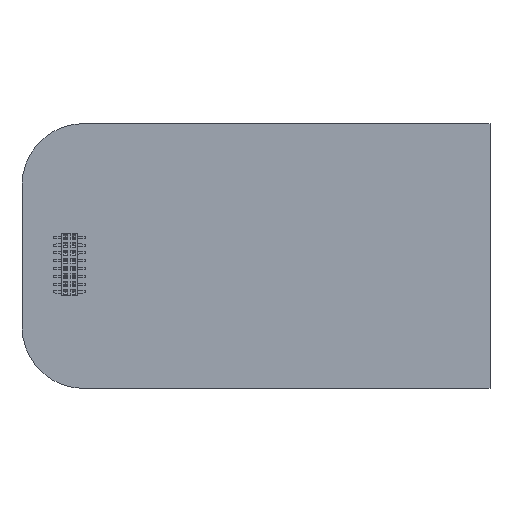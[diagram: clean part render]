
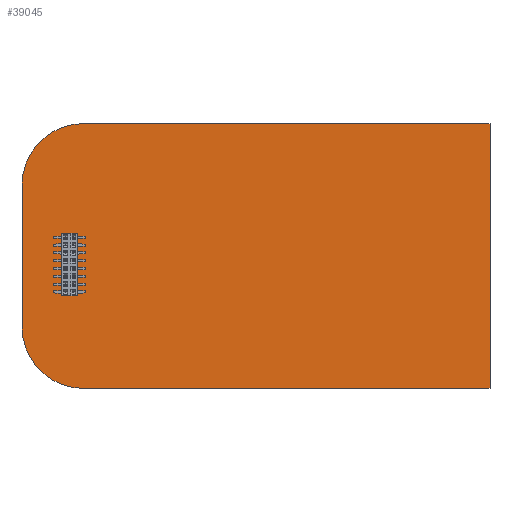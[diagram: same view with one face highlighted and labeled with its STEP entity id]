
A CAD part, top view. The second image highlights one B-rep face of the part: STEP entity #39045.
In plain terms, the highlighted planar face has unit normal (0, 0, 1).
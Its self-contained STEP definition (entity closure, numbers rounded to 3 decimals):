
#38419 = VERTEX_POINT('',#38420);
#38420 = CARTESIAN_POINT('',(38.,-21.5,1.6));
#38427 = PLANE('',#38428);
#38428 = AXIS2_PLACEMENT_3D('',#38429,#38430,#38431);
#38429 = CARTESIAN_POINT('',(38.,-21.5,0.));
#38430 = DIRECTION('',(-1.,0.,0.));
#38431 = DIRECTION('',(0.,1.,0.));
#38439 = PLANE('',#38440);
#38440 = AXIS2_PLACEMENT_3D('',#38441,#38442,#38443);
#38441 = CARTESIAN_POINT('',(11.,-21.5,0.));
#38442 = DIRECTION('',(0.,1.,0.));
#38443 = DIRECTION('',(1.,0.,0.));
#38451 = EDGE_CURVE('',#38419,#38452,#38454,.T.);
#38452 = VERTEX_POINT('',#38453);
#38453 = CARTESIAN_POINT('',(38.,21.5,1.6));
#38454 = SURFACE_CURVE('',#38455,(#38459,#38466),.PCURVE_S1.);
#38455 = LINE('',#38456,#38457);
#38456 = CARTESIAN_POINT('',(38.,-21.5,1.6));
#38457 = VECTOR('',#38458,1.);
#38458 = DIRECTION('',(0.,1.,0.));
#38459 = PCURVE('',#38427,#38460);
#38460 = DEFINITIONAL_REPRESENTATION('',(#38461),#38465);
#38461 = LINE('',#38462,#38463);
#38462 = CARTESIAN_POINT('',(0.,-1.6));
#38463 = VECTOR('',#38464,1.);
#38464 = DIRECTION('',(1.,0.));
#38465 = ( GEOMETRIC_REPRESENTATION_CONTEXT(2) 
PARAMETRIC_REPRESENTATION_CONTEXT() REPRESENTATION_CONTEXT('2D SPACE',''
  ) );
#38466 = PCURVE('',#38467,#38472);
#38467 = PLANE('',#38468);
#38468 = AXIS2_PLACEMENT_3D('',#38469,#38470,#38471);
#38469 = CARTESIAN_POINT('',(1.559,0.,1.6));
#38470 = DIRECTION('',(0.,0.,1.));
#38471 = DIRECTION('',(1.,0.,0.));
#38472 = DEFINITIONAL_REPRESENTATION('',(#38473),#38477);
#38473 = LINE('',#38474,#38475);
#38474 = CARTESIAN_POINT('',(36.441,-21.5));
#38475 = VECTOR('',#38476,1.);
#38476 = DIRECTION('',(0.,1.));
#38477 = ( GEOMETRIC_REPRESENTATION_CONTEXT(2) 
PARAMETRIC_REPRESENTATION_CONTEXT() REPRESENTATION_CONTEXT('2D SPACE',''
  ) );
#38495 = PLANE('',#38496);
#38496 = AXIS2_PLACEMENT_3D('',#38497,#38498,#38499);
#38497 = CARTESIAN_POINT('',(38.,21.5,0.));
#38498 = DIRECTION('',(0.,-1.,0.));
#38499 = DIRECTION('',(-1.,0.,0.));
#38537 = EDGE_CURVE('',#38452,#38538,#38540,.T.);
#38538 = VERTEX_POINT('',#38539);
#38539 = CARTESIAN_POINT('',(11.,21.5,1.6));
#38540 = SURFACE_CURVE('',#38541,(#38545,#38552),.PCURVE_S1.);
#38541 = LINE('',#38542,#38543);
#38542 = CARTESIAN_POINT('',(38.,21.5,1.6));
#38543 = VECTOR('',#38544,1.);
#38544 = DIRECTION('',(-1.,0.,0.));
#38545 = PCURVE('',#38495,#38546);
#38546 = DEFINITIONAL_REPRESENTATION('',(#38547),#38551);
#38547 = LINE('',#38548,#38549);
#38548 = CARTESIAN_POINT('',(0.,-1.6));
#38549 = VECTOR('',#38550,1.);
#38550 = DIRECTION('',(1.,0.));
#38551 = ( GEOMETRIC_REPRESENTATION_CONTEXT(2) 
PARAMETRIC_REPRESENTATION_CONTEXT() REPRESENTATION_CONTEXT('2D SPACE',''
  ) );
#38552 = PCURVE('',#38467,#38553);
#38553 = DEFINITIONAL_REPRESENTATION('',(#38554),#38558);
#38554 = LINE('',#38555,#38556);
#38555 = CARTESIAN_POINT('',(36.441,21.5));
#38556 = VECTOR('',#38557,1.);
#38557 = DIRECTION('',(-1.,0.));
#38558 = ( GEOMETRIC_REPRESENTATION_CONTEXT(2) 
PARAMETRIC_REPRESENTATION_CONTEXT() REPRESENTATION_CONTEXT('2D SPACE',''
  ) );
#38576 = PLANE('',#38577);
#38577 = AXIS2_PLACEMENT_3D('',#38578,#38579,#38580);
#38578 = CARTESIAN_POINT('',(11.,21.5,0.));
#38579 = DIRECTION('',(0.,-1.,0.));
#38580 = DIRECTION('',(-1.,0.,0.));
#38613 = EDGE_CURVE('',#38538,#38614,#38616,.T.);
#38614 = VERTEX_POINT('',#38615);
#38615 = CARTESIAN_POINT('',(-28.,21.5,1.6));
#38616 = SURFACE_CURVE('',#38617,(#38621,#38628),.PCURVE_S1.);
#38617 = LINE('',#38618,#38619);
#38618 = CARTESIAN_POINT('',(11.,21.5,1.6));
#38619 = VECTOR('',#38620,1.);
#38620 = DIRECTION('',(-1.,0.,0.));
#38621 = PCURVE('',#38576,#38622);
#38622 = DEFINITIONAL_REPRESENTATION('',(#38623),#38627);
#38623 = LINE('',#38624,#38625);
#38624 = CARTESIAN_POINT('',(0.,-1.6));
#38625 = VECTOR('',#38626,1.);
#38626 = DIRECTION('',(1.,0.));
#38627 = ( GEOMETRIC_REPRESENTATION_CONTEXT(2) 
PARAMETRIC_REPRESENTATION_CONTEXT() REPRESENTATION_CONTEXT('2D SPACE',''
  ) );
#38628 = PCURVE('',#38467,#38629);
#38629 = DEFINITIONAL_REPRESENTATION('',(#38630),#38634);
#38630 = LINE('',#38631,#38632);
#38631 = CARTESIAN_POINT('',(9.441,21.5));
#38632 = VECTOR('',#38633,1.);
#38633 = DIRECTION('',(-1.,0.));
#38634 = ( GEOMETRIC_REPRESENTATION_CONTEXT(2) 
PARAMETRIC_REPRESENTATION_CONTEXT() REPRESENTATION_CONTEXT('2D SPACE',''
  ) );
#38652 = CYLINDRICAL_SURFACE('',#38653,10.);
#38653 = AXIS2_PLACEMENT_3D('',#38654,#38655,#38656);
#38654 = CARTESIAN_POINT('',(-28.,11.5,0.));
#38655 = DIRECTION('',(0.,0.,-1.));
#38656 = DIRECTION('',(1.,0.,0.));
#38689 = EDGE_CURVE('',#38614,#38690,#38692,.T.);
#38690 = VERTEX_POINT('',#38691);
#38691 = CARTESIAN_POINT('',(-38.,11.5,1.6));
#38692 = SURFACE_CURVE('',#38693,(#38698,#38705),.PCURVE_S1.);
#38693 = CIRCLE('',#38694,10.);
#38694 = AXIS2_PLACEMENT_3D('',#38695,#38696,#38697);
#38695 = CARTESIAN_POINT('',(-28.,11.5,1.6));
#38696 = DIRECTION('',(0.,0.,1.));
#38697 = DIRECTION('',(1.,0.,0.));
#38698 = PCURVE('',#38652,#38699);
#38699 = DEFINITIONAL_REPRESENTATION('',(#38700),#38704);
#38700 = LINE('',#38701,#38702);
#38701 = CARTESIAN_POINT('',(0.,-1.6));
#38702 = VECTOR('',#38703,1.);
#38703 = DIRECTION('',(-1.,0.));
#38704 = ( GEOMETRIC_REPRESENTATION_CONTEXT(2) 
PARAMETRIC_REPRESENTATION_CONTEXT() REPRESENTATION_CONTEXT('2D SPACE',''
  ) );
#38705 = PCURVE('',#38467,#38706);
#38706 = DEFINITIONAL_REPRESENTATION('',(#38707),#38711);
#38707 = CIRCLE('',#38708,10.);
#38708 = AXIS2_PLACEMENT_2D('',#38709,#38710);
#38709 = CARTESIAN_POINT('',(-29.559,11.5));
#38710 = DIRECTION('',(1.,0.));
#38711 = ( GEOMETRIC_REPRESENTATION_CONTEXT(2) 
PARAMETRIC_REPRESENTATION_CONTEXT() REPRESENTATION_CONTEXT('2D SPACE',''
  ) );
#38729 = PLANE('',#38730);
#38730 = AXIS2_PLACEMENT_3D('',#38731,#38732,#38733);
#38731 = CARTESIAN_POINT('',(-38.,11.5,0.));
#38732 = DIRECTION('',(1.,0.,0.));
#38733 = DIRECTION('',(0.,-1.,0.));
#38767 = EDGE_CURVE('',#38690,#38768,#38770,.T.);
#38768 = VERTEX_POINT('',#38769);
#38769 = CARTESIAN_POINT('',(-38.,-11.5,1.6));
#38770 = SURFACE_CURVE('',#38771,(#38775,#38782),.PCURVE_S1.);
#38771 = LINE('',#38772,#38773);
#38772 = CARTESIAN_POINT('',(-38.,11.5,1.6));
#38773 = VECTOR('',#38774,1.);
#38774 = DIRECTION('',(0.,-1.,0.));
#38775 = PCURVE('',#38729,#38776);
#38776 = DEFINITIONAL_REPRESENTATION('',(#38777),#38781);
#38777 = LINE('',#38778,#38779);
#38778 = CARTESIAN_POINT('',(0.,-1.6));
#38779 = VECTOR('',#38780,1.);
#38780 = DIRECTION('',(1.,0.));
#38781 = ( GEOMETRIC_REPRESENTATION_CONTEXT(2) 
PARAMETRIC_REPRESENTATION_CONTEXT() REPRESENTATION_CONTEXT('2D SPACE',''
  ) );
#38782 = PCURVE('',#38467,#38783);
#38783 = DEFINITIONAL_REPRESENTATION('',(#38784),#38788);
#38784 = LINE('',#38785,#38786);
#38785 = CARTESIAN_POINT('',(-39.559,11.5));
#38786 = VECTOR('',#38787,1.);
#38787 = DIRECTION('',(0.,-1.));
#38788 = ( GEOMETRIC_REPRESENTATION_CONTEXT(2) 
PARAMETRIC_REPRESENTATION_CONTEXT() REPRESENTATION_CONTEXT('2D SPACE',''
  ) );
#38806 = CYLINDRICAL_SURFACE('',#38807,10.);
#38807 = AXIS2_PLACEMENT_3D('',#38808,#38809,#38810);
#38808 = CARTESIAN_POINT('',(-28.,-11.5,0.));
#38809 = DIRECTION('',(0.,0.,-1.));
#38810 = DIRECTION('',(1.,0.,0.));
#38843 = EDGE_CURVE('',#38768,#38844,#38846,.T.);
#38844 = VERTEX_POINT('',#38845);
#38845 = CARTESIAN_POINT('',(-28.,-21.5,1.6));
#38846 = SURFACE_CURVE('',#38847,(#38852,#38859),.PCURVE_S1.);
#38847 = CIRCLE('',#38848,10.);
#38848 = AXIS2_PLACEMENT_3D('',#38849,#38850,#38851);
#38849 = CARTESIAN_POINT('',(-28.,-11.5,1.6));
#38850 = DIRECTION('',(0.,0.,1.));
#38851 = DIRECTION('',(1.,0.,0.));
#38852 = PCURVE('',#38806,#38853);
#38853 = DEFINITIONAL_REPRESENTATION('',(#38854),#38858);
#38854 = LINE('',#38855,#38856);
#38855 = CARTESIAN_POINT('',(0.,-1.6));
#38856 = VECTOR('',#38857,1.);
#38857 = DIRECTION('',(-1.,0.));
#38858 = ( GEOMETRIC_REPRESENTATION_CONTEXT(2) 
PARAMETRIC_REPRESENTATION_CONTEXT() REPRESENTATION_CONTEXT('2D SPACE',''
  ) );
#38859 = PCURVE('',#38467,#38860);
#38860 = DEFINITIONAL_REPRESENTATION('',(#38861),#38865);
#38861 = CIRCLE('',#38862,10.);
#38862 = AXIS2_PLACEMENT_2D('',#38863,#38864);
#38863 = CARTESIAN_POINT('',(-29.559,-11.5));
#38864 = DIRECTION('',(1.,0.));
#38865 = ( GEOMETRIC_REPRESENTATION_CONTEXT(2) 
PARAMETRIC_REPRESENTATION_CONTEXT() REPRESENTATION_CONTEXT('2D SPACE',''
  ) );
#38883 = PLANE('',#38884);
#38884 = AXIS2_PLACEMENT_3D('',#38885,#38886,#38887);
#38885 = CARTESIAN_POINT('',(-28.,-21.5,0.));
#38886 = DIRECTION('',(0.,1.,0.));
#38887 = DIRECTION('',(1.,0.,0.));
#38921 = EDGE_CURVE('',#38844,#38922,#38924,.T.);
#38922 = VERTEX_POINT('',#38923);
#38923 = CARTESIAN_POINT('',(11.,-21.5,1.6));
#38924 = SURFACE_CURVE('',#38925,(#38929,#38936),.PCURVE_S1.);
#38925 = LINE('',#38926,#38927);
#38926 = CARTESIAN_POINT('',(-28.,-21.5,1.6));
#38927 = VECTOR('',#38928,1.);
#38928 = DIRECTION('',(1.,0.,0.));
#38929 = PCURVE('',#38883,#38930);
#38930 = DEFINITIONAL_REPRESENTATION('',(#38931),#38935);
#38931 = LINE('',#38932,#38933);
#38932 = CARTESIAN_POINT('',(0.,-1.6));
#38933 = VECTOR('',#38934,1.);
#38934 = DIRECTION('',(1.,0.));
#38935 = ( GEOMETRIC_REPRESENTATION_CONTEXT(2) 
PARAMETRIC_REPRESENTATION_CONTEXT() REPRESENTATION_CONTEXT('2D SPACE',''
  ) );
#38936 = PCURVE('',#38467,#38937);
#38937 = DEFINITIONAL_REPRESENTATION('',(#38938),#38942);
#38938 = LINE('',#38939,#38940);
#38939 = CARTESIAN_POINT('',(-29.559,-21.5));
#38940 = VECTOR('',#38941,1.);
#38941 = DIRECTION('',(1.,0.));
#38942 = ( GEOMETRIC_REPRESENTATION_CONTEXT(2) 
PARAMETRIC_REPRESENTATION_CONTEXT() REPRESENTATION_CONTEXT('2D SPACE',''
  ) );
#38992 = EDGE_CURVE('',#38922,#38419,#38993,.T.);
#38993 = SURFACE_CURVE('',#38994,(#38998,#39005),.PCURVE_S1.);
#38994 = LINE('',#38995,#38996);
#38995 = CARTESIAN_POINT('',(11.,-21.5,1.6));
#38996 = VECTOR('',#38997,1.);
#38997 = DIRECTION('',(1.,0.,0.));
#38998 = PCURVE('',#38439,#38999);
#38999 = DEFINITIONAL_REPRESENTATION('',(#39000),#39004);
#39000 = LINE('',#39001,#39002);
#39001 = CARTESIAN_POINT('',(0.,-1.6));
#39002 = VECTOR('',#39003,1.);
#39003 = DIRECTION('',(1.,0.));
#39004 = ( GEOMETRIC_REPRESENTATION_CONTEXT(2) 
PARAMETRIC_REPRESENTATION_CONTEXT() REPRESENTATION_CONTEXT('2D SPACE',''
  ) );
#39005 = PCURVE('',#38467,#39006);
#39006 = DEFINITIONAL_REPRESENTATION('',(#39007),#39011);
#39007 = LINE('',#39008,#39009);
#39008 = CARTESIAN_POINT('',(9.441,-21.5));
#39009 = VECTOR('',#39010,1.);
#39010 = DIRECTION('',(1.,0.));
#39011 = ( GEOMETRIC_REPRESENTATION_CONTEXT(2) 
PARAMETRIC_REPRESENTATION_CONTEXT() REPRESENTATION_CONTEXT('2D SPACE',''
  ) );
#39045 = ADVANCED_FACE('',(#39046),#38467,.T.);
#39046 = FACE_BOUND('',#39047,.T.);
#39047 = EDGE_LOOP('',(#39048,#39049,#39050,#39051,#39052,#39053,#39054,
    #39055));
#39048 = ORIENTED_EDGE('',*,*,#38451,.T.);
#39049 = ORIENTED_EDGE('',*,*,#38537,.T.);
#39050 = ORIENTED_EDGE('',*,*,#38613,.T.);
#39051 = ORIENTED_EDGE('',*,*,#38689,.T.);
#39052 = ORIENTED_EDGE('',*,*,#38767,.T.);
#39053 = ORIENTED_EDGE('',*,*,#38843,.T.);
#39054 = ORIENTED_EDGE('',*,*,#38921,.T.);
#39055 = ORIENTED_EDGE('',*,*,#38992,.T.);
